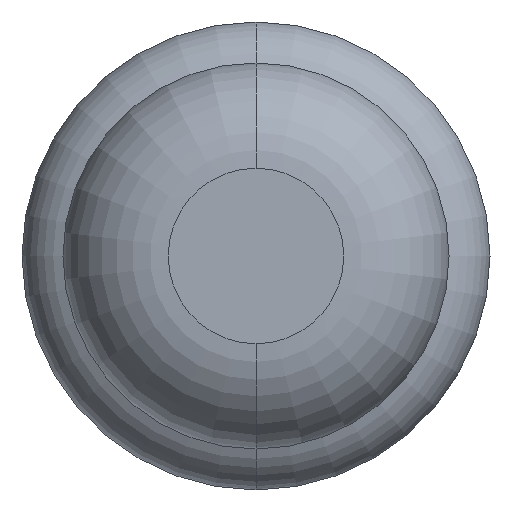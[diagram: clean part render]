
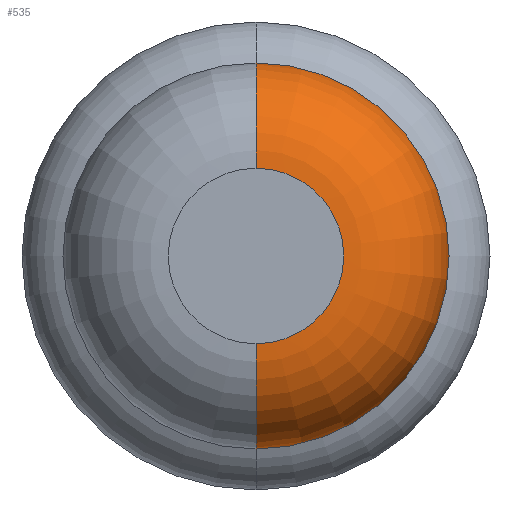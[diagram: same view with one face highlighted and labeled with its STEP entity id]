
A CAD part, front view. The second image highlights one B-rep face of the part: STEP entity #535.
In plain terms, the highlighted toroidal (fillet/blend) face has major radius 0.375 mm and minor radius 0.45 mm.
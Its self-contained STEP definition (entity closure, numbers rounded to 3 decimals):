
#143 = CIRCLE ( 'NONE', #1192, 0.45 ) ;
#192 = CIRCLE ( 'NONE', #1734, 0.45 ) ;
#245 = CARTESIAN_POINT ( 'NONE',  ( 0., -23.55, 0.375 ) ) ;
#282 = DIRECTION ( 'NONE',  ( 0., 0., 1. ) ) ;
#297 = CARTESIAN_POINT ( 'NONE',  ( 0., -23.55, 0. ) ) ;
#431 = AXIS2_PLACEMENT_3D ( 'NONE', #3635, #1620, #2662 ) ;
#535 = ADVANCED_FACE ( 'Defeature ausgef�hrt1_6', ( #2039 ), #3209, .T. ) ;
#910 = CARTESIAN_POINT ( 'NONE',  ( 0., -24., 0.375 ) ) ;
#1177 = CARTESIAN_POINT ( 'NONE',  ( 0., -23.55, -0.825 ) ) ;
#1192 = AXIS2_PLACEMENT_3D ( 'NONE', #3754, #2777, #4119 ) ;
#1400 = CIRCLE ( 'NONE', #2478, 0.825 ) ;
#1532 = EDGE_CURVE ( 'Defeature ausgef�hrt1_6+Defeature ausgef�hrt1_5+Defeature ausgef�hrt1_5+Defeature ausgef�hrt1_5', #4146, #2159, #2029, .T. ) ;
#1549 = DIRECTION ( 'NONE',  ( -1., 0., 0. ) ) ;
#1620 = DIRECTION ( 'NONE',  ( 0., 1., 0. ) ) ;
#1681 = ORIENTED_EDGE ( 'NONE', *, *, #1532, .T. ) ;
#1734 = AXIS2_PLACEMENT_3D ( 'NONE', #245, #1549, #4278 ) ;
#1776 = EDGE_LOOP ( 'NONE', ( #1681, #2425, #3036, #3832 ) ) ;
#1901 = CARTESIAN_POINT ( 'NONE',  ( 0., -23.55, 0.825 ) ) ;
#2029 = CIRCLE ( 'NONE', #431, 0.375 ) ;
#2039 = FACE_OUTER_BOUND ( 'NONE', #1776, .T. ) ;
#2125 = VERTEX_POINT ( 'NONE', #1177 ) ;
#2159 = VERTEX_POINT ( 'NONE', #2202 ) ;
#2202 = CARTESIAN_POINT ( 'NONE',  ( 0., -24., -0.375 ) ) ;
#2425 = ORIENTED_EDGE ( 'NONE', *, *, #3776, .T. ) ;
#2478 = AXIS2_PLACEMENT_3D ( 'NONE', #297, #3969, #282 ) ;
#2662 = DIRECTION ( 'NONE',  ( 0., 0., 1. ) ) ;
#2748 = CARTESIAN_POINT ( 'NONE',  ( 0., -23.55, 0. ) ) ;
#2777 = DIRECTION ( 'NONE',  ( 1., 0., 0. ) ) ;
#2848 = AXIS2_PLACEMENT_3D ( 'NONE', #2748, #4105, #4065 ) ;
#3036 = ORIENTED_EDGE ( 'NONE', *, *, #4157, .F. ) ;
#3209 = TOROIDAL_SURFACE ( 'NONE', #2848, 0.375, 0.45 ) ;
#3274 = EDGE_CURVE ( 'NONE', #4146, #3624, #192, .T. ) ;
#3624 = VERTEX_POINT ( 'NONE', #1901 ) ;
#3635 = CARTESIAN_POINT ( 'NONE',  ( 0., -24., 0. ) ) ;
#3754 = CARTESIAN_POINT ( 'NONE',  ( 0., -23.55, -0.375 ) ) ;
#3776 = EDGE_CURVE ( 'NONE', #2159, #2125, #143, .T. ) ;
#3832 = ORIENTED_EDGE ( 'NONE', *, *, #3274, .F. ) ;
#3969 = DIRECTION ( 'NONE',  ( 0., 1., 0. ) ) ;
#4065 = DIRECTION ( 'NONE',  ( 0., 0., 1. ) ) ;
#4105 = DIRECTION ( 'NONE',  ( 0., 1., 0. ) ) ;
#4119 = DIRECTION ( 'NONE',  ( 0., 0., -1. ) ) ;
#4146 = VERTEX_POINT ( 'NONE', #910 ) ;
#4157 = EDGE_CURVE ( 'Defeature ausgef�hrt1_7+Defeature ausgef�hrt1_6+Defeature ausgef�hrt1_6+Defeature ausgef�hrt1_6', #3624, #2125, #1400, .T. ) ;
#4278 = DIRECTION ( 'NONE',  ( 0., 0., 1. ) ) ;
